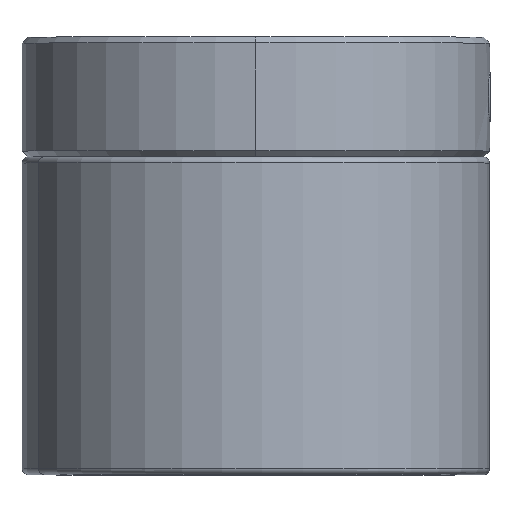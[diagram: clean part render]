
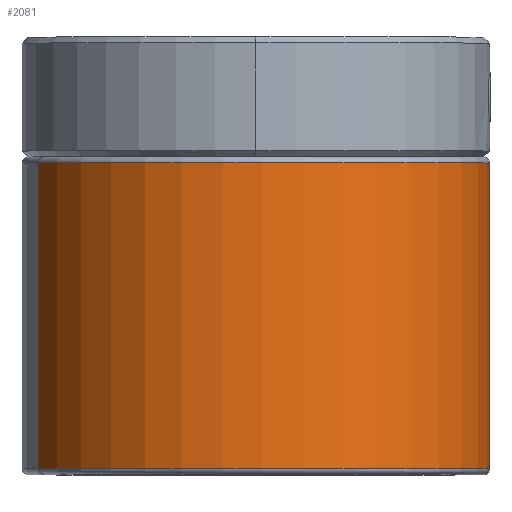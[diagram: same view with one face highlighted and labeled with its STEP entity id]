
A CAD part, top view. The second image highlights one B-rep face of the part: STEP entity #2081.
In plain terms, the highlighted cylindrical face has radius 19.5 mm (diameter 39 mm), a partial arc.
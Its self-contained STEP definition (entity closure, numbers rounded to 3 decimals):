
#40 = VERTEX_POINT ( 'NONE', #415 ) ;
#54 = CYLINDRICAL_SURFACE ( 'NONE', #1805, 19.5 ) ;
#67 = VERTEX_POINT ( 'NONE', #1816 ) ;
#99 = EDGE_CURVE ( 'NONE', #40, #691, #2588, .T. ) ;
#190 = CARTESIAN_POINT ( 'NONE',  ( -19.5, 0., 26.5 ) ) ;
#415 = CARTESIAN_POINT ( 'NONE',  ( 19.5, 0., 0.5 ) ) ;
#421 = VERTEX_POINT ( 'NONE', #600 ) ;
#469 = AXIS2_PLACEMENT_3D ( 'NONE', #2062, #2908, #1526 ) ;
#558 = CARTESIAN_POINT ( 'NONE',  ( 19.5, 0., 26.5 ) ) ;
#600 = CARTESIAN_POINT ( 'NONE',  ( -19.5, 0., 26. ) ) ;
#691 = VERTEX_POINT ( 'NONE', #1419 ) ;
#818 = VECTOR ( 'NONE', #3620, 1000. ) ;
#833 = DIRECTION ( 'NONE',  ( 0., 0., -1. ) ) ;
#1108 = VECTOR ( 'NONE', #2696, 1000. ) ;
#1419 = CARTESIAN_POINT ( 'NONE',  ( -19.5, 0., 0.5 ) ) ;
#1465 = FACE_OUTER_BOUND ( 'NONE', #3457, .T. ) ;
#1526 = DIRECTION ( 'NONE',  ( 1., 0., 0. ) ) ;
#1644 = LINE ( 'NONE', #558, #818 ) ;
#1661 = CARTESIAN_POINT ( 'NONE',  ( 0., 0., 26. ) ) ;
#1707 = CARTESIAN_POINT ( 'NONE',  ( 0., 0., 26.5 ) ) ;
#1805 = AXIS2_PLACEMENT_3D ( 'NONE', #1707, #2013, #2322 ) ;
#1816 = CARTESIAN_POINT ( 'NONE',  ( 19.5, 0., 26. ) ) ;
#1855 = ORIENTED_EDGE ( 'NONE', *, *, #2826, .T. ) ;
#1920 = CIRCLE ( 'NONE', #3277, 19.5 ) ;
#1937 = ORIENTED_EDGE ( 'NONE', *, *, #3106, .F. ) ;
#2013 = DIRECTION ( 'NONE',  ( 0., 0., -1. ) ) ;
#2062 = CARTESIAN_POINT ( 'NONE',  ( 0., 0., 0.5 ) ) ;
#2081 = ADVANCED_FACE ( 'NONE', ( #1465 ), #54, .T. ) ;
#2279 = ORIENTED_EDGE ( 'NONE', *, *, #2801, .T. ) ;
#2322 = DIRECTION ( 'NONE',  ( -1., 0., 0. ) ) ;
#2588 = CIRCLE ( 'NONE', #469, 19.5 ) ;
#2679 = LINE ( 'NONE', #190, #1108 ) ;
#2696 = DIRECTION ( 'NONE',  ( 0., 0., -1. ) ) ;
#2801 = EDGE_CURVE ( 'NONE', #67, #40, #1644, .T. ) ;
#2826 = EDGE_CURVE ( 'NONE', #421, #67, #1920, .T. ) ;
#2908 = DIRECTION ( 'NONE',  ( 0., 0., 1. ) ) ;
#3071 = ORIENTED_EDGE ( 'NONE', *, *, #99, .T. ) ;
#3106 = EDGE_CURVE ( 'NONE', #421, #691, #2679, .T. ) ;
#3277 = AXIS2_PLACEMENT_3D ( 'NONE', #1661, #833, #3288 ) ;
#3288 = DIRECTION ( 'NONE',  ( 1., 0., 0. ) ) ;
#3457 = EDGE_LOOP ( 'NONE', ( #1855, #2279, #3071, #1937 ) ) ;
#3620 = DIRECTION ( 'NONE',  ( 0., 0., -1. ) ) ;
